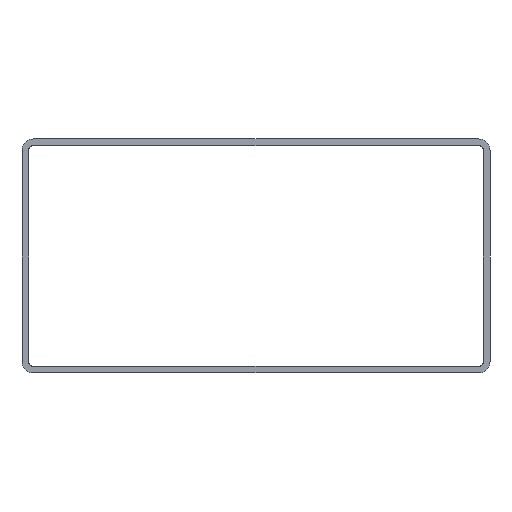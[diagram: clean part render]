
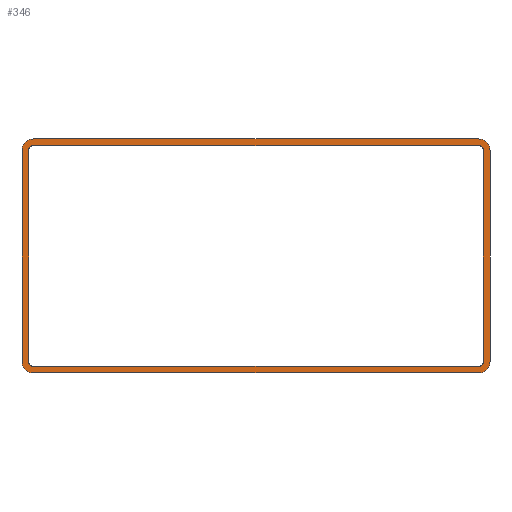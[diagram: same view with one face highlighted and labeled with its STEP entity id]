
A CAD part, front view. The second image highlights one B-rep face of the part: STEP entity #346.
In plain terms, the highlighted planar face has unit normal (0, -1, 0).
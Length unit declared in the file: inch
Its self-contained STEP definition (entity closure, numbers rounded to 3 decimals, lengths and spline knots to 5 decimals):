
#16=FACE_BOUND('',#64,.T.);
#26=PLANE('',#402);
#44=FACE_OUTER_BOUND('',#63,.T.);
#63=EDGE_LOOP('',(#305,#306,#307,#308,#309,#310,#311,#312));
#64=EDGE_LOOP('',(#313,#314,#315,#316,#317,#318,#319,#320));
#67=LINE('',#517,#99);
#71=LINE('',#529,#103);
#75=LINE('',#541,#107);
#79=LINE('',#552,#111);
#83=LINE('',#565,#115);
#87=LINE('',#577,#119);
#91=LINE('',#589,#123);
#95=LINE('',#600,#127);
#99=VECTOR('',#415,0.3937);
#103=VECTOR('',#427,0.3937);
#107=VECTOR('',#439,0.3937);
#111=VECTOR('',#451,0.3937);
#115=VECTOR('',#463,0.3937);
#119=VECTOR('',#475,0.3937);
#123=VECTOR('',#487,0.3937);
#127=VECTOR('',#499,0.3937);
#129=CIRCLE('',#370,0.055);
#131=CIRCLE('',#374,0.055);
#133=CIRCLE('',#378,0.055);
#135=CIRCLE('',#382,0.055);
#137=CIRCLE('',#386,0.125);
#139=CIRCLE('',#390,0.125);
#141=CIRCLE('',#394,0.125);
#143=CIRCLE('',#398,0.125);
#145=VERTEX_POINT('',#507);
#146=VERTEX_POINT('',#508);
#149=VERTEX_POINT('',#516);
#151=VERTEX_POINT('',#522);
#153=VERTEX_POINT('',#528);
#155=VERTEX_POINT('',#534);
#157=VERTEX_POINT('',#540);
#159=VERTEX_POINT('',#546);
#161=VERTEX_POINT('',#555);
#162=VERTEX_POINT('',#556);
#165=VERTEX_POINT('',#564);
#167=VERTEX_POINT('',#570);
#169=VERTEX_POINT('',#576);
#171=VERTEX_POINT('',#582);
#173=VERTEX_POINT('',#588);
#175=VERTEX_POINT('',#594);
#177=EDGE_CURVE('',#145,#146,#129,.T.);
#181=EDGE_CURVE('',#149,#145,#67,.T.);
#184=EDGE_CURVE('',#151,#149,#131,.T.);
#187=EDGE_CURVE('',#153,#151,#71,.T.);
#190=EDGE_CURVE('',#155,#153,#133,.T.);
#193=EDGE_CURVE('',#157,#155,#75,.T.);
#196=EDGE_CURVE('',#159,#157,#135,.T.);
#199=EDGE_CURVE('',#146,#159,#79,.T.);
#201=EDGE_CURVE('',#161,#162,#137,.T.);
#205=EDGE_CURVE('',#165,#161,#83,.T.);
#208=EDGE_CURVE('',#167,#165,#139,.T.);
#211=EDGE_CURVE('',#169,#167,#87,.T.);
#214=EDGE_CURVE('',#171,#169,#141,.T.);
#217=EDGE_CURVE('',#173,#171,#91,.T.);
#220=EDGE_CURVE('',#175,#173,#143,.T.);
#223=EDGE_CURVE('',#162,#175,#95,.T.);
#305=ORIENTED_EDGE('',*,*,#223,.F.);
#306=ORIENTED_EDGE('',*,*,#201,.F.);
#307=ORIENTED_EDGE('',*,*,#205,.F.);
#308=ORIENTED_EDGE('',*,*,#208,.F.);
#309=ORIENTED_EDGE('',*,*,#211,.F.);
#310=ORIENTED_EDGE('',*,*,#214,.F.);
#311=ORIENTED_EDGE('',*,*,#217,.F.);
#312=ORIENTED_EDGE('',*,*,#220,.F.);
#313=ORIENTED_EDGE('',*,*,#199,.F.);
#314=ORIENTED_EDGE('',*,*,#177,.F.);
#315=ORIENTED_EDGE('',*,*,#181,.F.);
#316=ORIENTED_EDGE('',*,*,#184,.F.);
#317=ORIENTED_EDGE('',*,*,#187,.F.);
#318=ORIENTED_EDGE('',*,*,#190,.F.);
#319=ORIENTED_EDGE('',*,*,#193,.F.);
#320=ORIENTED_EDGE('',*,*,#196,.F.);
#346=ADVANCED_FACE('',(#44,#16),#26,.F.);
#370=AXIS2_PLACEMENT_3D('',#509,#407,#408);
#374=AXIS2_PLACEMENT_3D('',#523,#420,#421);
#378=AXIS2_PLACEMENT_3D('',#535,#432,#433);
#382=AXIS2_PLACEMENT_3D('',#547,#444,#445);
#386=AXIS2_PLACEMENT_3D('',#557,#455,#456);
#390=AXIS2_PLACEMENT_3D('',#571,#468,#469);
#394=AXIS2_PLACEMENT_3D('',#583,#480,#481);
#398=AXIS2_PLACEMENT_3D('',#595,#492,#493);
#402=AXIS2_PLACEMENT_3D('',#603,#503,#504);
#407=DIRECTION('center_axis',(0.,-1.,0.));
#408=DIRECTION('ref_axis',(-1.,0.,0.));
#415=DIRECTION('',(1.,0.,0.));
#420=DIRECTION('center_axis',(0.,-1.,0.));
#421=DIRECTION('ref_axis',(0.,0.,1.));
#427=DIRECTION('',(0.,0.,-1.));
#432=DIRECTION('center_axis',(0.,-1.,0.));
#433=DIRECTION('ref_axis',(1.,0.,0.));
#439=DIRECTION('',(-1.,0.,0.));
#444=DIRECTION('center_axis',(0.,-1.,0.));
#445=DIRECTION('ref_axis',(0.,0.,-1.));
#451=DIRECTION('',(0.,0.,1.));
#455=DIRECTION('center_axis',(0.,1.,0.));
#456=DIRECTION('ref_axis',(1.,0.,0.));
#463=DIRECTION('',(0.,0.,-1.));
#468=DIRECTION('center_axis',(0.,1.,0.));
#469=DIRECTION('ref_axis',(0.,0.,1.));
#475=DIRECTION('',(1.,0.,0.));
#480=DIRECTION('center_axis',(0.,1.,0.));
#481=DIRECTION('ref_axis',(-1.,0.,0.));
#487=DIRECTION('',(0.,0.,1.));
#492=DIRECTION('center_axis',(0.,1.,0.));
#493=DIRECTION('ref_axis',(0.,0.,-1.));
#499=DIRECTION('',(-1.,0.,0.));
#503=DIRECTION('center_axis',(0.,1.,0.));
#504=DIRECTION('ref_axis',(0.,0.,1.));
#507=CARTESIAN_POINT('',(-0.125,0.,-2.43));
#508=CARTESIAN_POINT('',(-0.07,0.,-2.375));
#509=CARTESIAN_POINT('Origin',(-0.125,0.,-2.375));
#516=CARTESIAN_POINT('',(-4.875,0.,-2.43));
#517=CARTESIAN_POINT('',(-4.875,0.,-2.43));
#522=CARTESIAN_POINT('',(-4.93,0.,-2.375));
#523=CARTESIAN_POINT('Origin',(-4.875,0.,-2.375));
#528=CARTESIAN_POINT('',(-4.93,0.,-0.125));
#529=CARTESIAN_POINT('',(-4.93,0.,-0.125));
#534=CARTESIAN_POINT('',(-4.875,0.,-0.07));
#535=CARTESIAN_POINT('Origin',(-4.875,0.,-0.125));
#540=CARTESIAN_POINT('',(-0.125,0.,-0.07));
#541=CARTESIAN_POINT('',(-0.125,0.,-0.07));
#546=CARTESIAN_POINT('',(-0.07,0.,-0.125));
#547=CARTESIAN_POINT('Origin',(-0.125,0.,-0.125));
#552=CARTESIAN_POINT('',(-0.07,0.,-2.375));
#555=CARTESIAN_POINT('',(0.,0.,-2.375));
#556=CARTESIAN_POINT('',(-0.125,0.,-2.5));
#557=CARTESIAN_POINT('Origin',(-0.125,0.,-2.375));
#564=CARTESIAN_POINT('',(0.,0.,-0.125));
#565=CARTESIAN_POINT('',(0.,0.,-0.125));
#570=CARTESIAN_POINT('',(-0.125,0.,0.));
#571=CARTESIAN_POINT('Origin',(-0.125,0.,-0.125));
#576=CARTESIAN_POINT('',(-4.875,0.,0.));
#577=CARTESIAN_POINT('',(-4.875,0.,0.));
#582=CARTESIAN_POINT('',(-5.,0.,-0.125));
#583=CARTESIAN_POINT('Origin',(-4.875,0.,-0.125));
#588=CARTESIAN_POINT('',(-5.,0.,-2.375));
#589=CARTESIAN_POINT('',(-5.,0.,-2.375));
#594=CARTESIAN_POINT('',(-4.875,0.,-2.5));
#595=CARTESIAN_POINT('Origin',(-4.875,0.,-2.375));
#600=CARTESIAN_POINT('',(-0.125,0.,-2.5));
#603=CARTESIAN_POINT('Origin',(-2.5,0.,-1.25));
